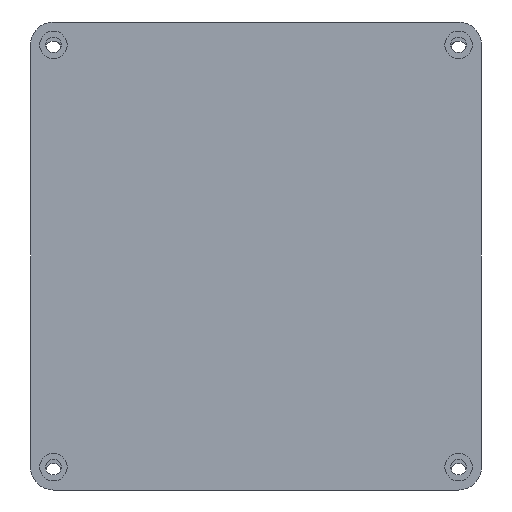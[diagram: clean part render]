
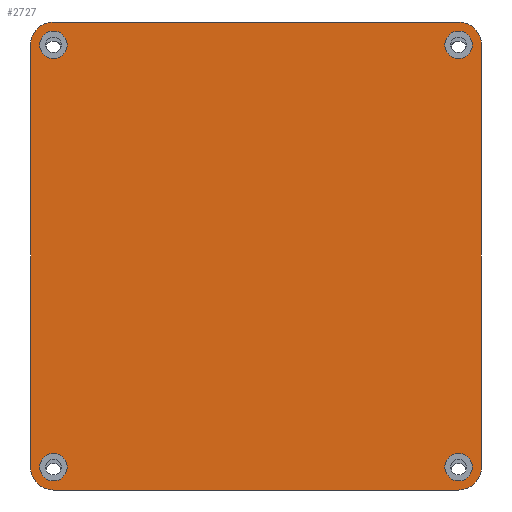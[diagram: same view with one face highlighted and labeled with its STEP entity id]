
A CAD part, front view. The second image highlights one B-rep face of the part: STEP entity #2727.
In plain terms, the highlighted planar face has unit normal (0, -1, 0).
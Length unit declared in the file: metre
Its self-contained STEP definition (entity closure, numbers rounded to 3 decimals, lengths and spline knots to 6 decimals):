
#60=CIRCLE('',#2940,0.003);
#62=CIRCLE('',#2943,0.003);
#64=CIRCLE('',#2946,0.003);
#66=CIRCLE('',#2949,0.003);
#71=CIRCLE('',#2956,0.005);
#72=CIRCLE('',#2957,0.005);
#73=CIRCLE('',#2958,0.005);
#74=CIRCLE('',#2959,0.005);
#367=ORIENTED_EDGE('',*,*,#1088,.F.);
#368=ORIENTED_EDGE('',*,*,#1122,.T.);
#369=ORIENTED_EDGE('',*,*,#1098,.F.);
#370=ORIENTED_EDGE('',*,*,#1123,.T.);
#371=ORIENTED_EDGE('',*,*,#1094,.T.);
#372=ORIENTED_EDGE('',*,*,#1124,.T.);
#373=ORIENTED_EDGE('',*,*,#1090,.F.);
#374=ORIENTED_EDGE('',*,*,#1125,.T.);
#375=ORIENTED_EDGE('',*,*,#1115,.F.);
#376=ORIENTED_EDGE('',*,*,#1113,.T.);
#377=ORIENTED_EDGE('',*,*,#1111,.F.);
#378=ORIENTED_EDGE('',*,*,#1117,.T.);
#1088=EDGE_CURVE('',#1469,#1470,#1752,.T.);
#1090=EDGE_CURVE('',#1471,#1472,#1754,.T.);
#1094=EDGE_CURVE('',#1475,#1476,#1758,.T.);
#1098=EDGE_CURVE('',#1479,#1480,#1762,.T.);
#1111=EDGE_CURVE('',#1488,#1488,#60,.T.);
#1113=EDGE_CURVE('',#1490,#1490,#62,.T.);
#1115=EDGE_CURVE('',#1492,#1492,#64,.T.);
#1117=EDGE_CURVE('',#1494,#1494,#66,.T.);
#1122=EDGE_CURVE('',#1469,#1480,#71,.F.);
#1123=EDGE_CURVE('',#1479,#1475,#72,.F.);
#1124=EDGE_CURVE('',#1476,#1472,#73,.F.);
#1125=EDGE_CURVE('',#1471,#1470,#74,.F.);
#1469=VERTEX_POINT('',#4128);
#1470=VERTEX_POINT('',#4130);
#1471=VERTEX_POINT('',#4134);
#1472=VERTEX_POINT('',#4135);
#1475=VERTEX_POINT('',#4143);
#1476=VERTEX_POINT('',#4144);
#1479=VERTEX_POINT('',#4152);
#1480=VERTEX_POINT('',#4153);
#1488=VERTEX_POINT('',#4176);
#1490=VERTEX_POINT('',#4181);
#1492=VERTEX_POINT('',#4186);
#1494=VERTEX_POINT('',#4191);
#1752=LINE('',#4129,#2010);
#1754=LINE('',#4133,#2012);
#1758=LINE('',#4142,#2016);
#1762=LINE('',#4151,#2020);
#2010=VECTOR('',#3282,1.);
#2012=VECTOR('',#3286,1.);
#2016=VECTOR('',#3292,1.);
#2020=VECTOR('',#3298,1.);
#2245=EDGE_LOOP('',(#367,#368,#369,#370,#371,#372,#373,#374));
#2246=EDGE_LOOP('',(#375));
#2247=EDGE_LOOP('',(#376));
#2248=EDGE_LOOP('',(#377));
#2249=EDGE_LOOP('',(#378));
#2449=FACE_BOUND('',#2245,.T.);
#2450=FACE_BOUND('',#2246,.T.);
#2451=FACE_BOUND('',#2247,.T.);
#2452=FACE_BOUND('',#2248,.T.);
#2453=FACE_BOUND('',#2249,.T.);
#2641=PLANE('',#2955);
#2727=ADVANCED_FACE('',(#2449,#2450,#2451,#2452,#2453),#2641,.F.);
#2940=AXIS2_PLACEMENT_3D('',#4175,#3316,#3317);
#2943=AXIS2_PLACEMENT_3D('',#4180,#3322,#3323);
#2946=AXIS2_PLACEMENT_3D('',#4185,#3328,#3329);
#2949=AXIS2_PLACEMENT_3D('',#4190,#3334,#3335);
#2955=AXIS2_PLACEMENT_3D('',#4197,#3346,#3347);
#2956=AXIS2_PLACEMENT_3D('',#4198,#3348,#3349);
#2957=AXIS2_PLACEMENT_3D('',#4199,#3350,#3351);
#2958=AXIS2_PLACEMENT_3D('',#4200,#3352,#3353);
#2959=AXIS2_PLACEMENT_3D('',#4201,#3354,#3355);
#3282=DIRECTION('',(0.,0.,1.));
#3286=DIRECTION('',(1.,0.,0.));
#3292=DIRECTION('',(0.,0.,1.));
#3298=DIRECTION('',(-1.,0.,0.));
#3316=DIRECTION('',(0.,-1.,0.));
#3317=DIRECTION('',(1.,0.,0.));
#3322=DIRECTION('',(0.,1.,0.));
#3323=DIRECTION('',(1.,0.,0.));
#3328=DIRECTION('',(0.,-1.,0.));
#3329=DIRECTION('',(1.,0.,0.));
#3334=DIRECTION('',(0.,1.,0.));
#3335=DIRECTION('',(1.,0.,0.));
#3346=DIRECTION('',(0.,1.,0.));
#3347=DIRECTION('',(1.,0.,0.));
#3348=DIRECTION('',(0.,1.,0.));
#3349=DIRECTION('',(1.,0.,0.));
#3350=DIRECTION('',(0.,1.,0.));
#3351=DIRECTION('',(1.,0.,0.));
#3352=DIRECTION('',(0.,1.,0.));
#3353=DIRECTION('',(1.,0.,0.));
#3354=DIRECTION('',(0.,1.,0.));
#3355=DIRECTION('',(1.,0.,0.));
#4128=CARTESIAN_POINT('',(-0.049291,0.,-0.046156));
#4129=CARTESIAN_POINT('',(-0.049291,0.,0.));
#4130=CARTESIAN_POINT('',(-0.049291,0.,0.046156));
#4133=CARTESIAN_POINT('',(0.,0.,0.051156));
#4134=CARTESIAN_POINT('',(-0.044291,0.,0.051156));
#4135=CARTESIAN_POINT('',(0.044291,0.,0.051156));
#4142=CARTESIAN_POINT('',(0.049291,0.,0.));
#4143=CARTESIAN_POINT('',(0.049291,0.,-0.046156));
#4144=CARTESIAN_POINT('',(0.049291,0.,0.046156));
#4151=CARTESIAN_POINT('',(0.032935,0.,-0.051156));
#4152=CARTESIAN_POINT('',(0.044291,0.,-0.051156));
#4153=CARTESIAN_POINT('',(-0.044291,0.,-0.051156));
#4175=CARTESIAN_POINT('',(-0.044291,0.,-0.046156));
#4176=CARTESIAN_POINT('',(-0.041291,0.,-0.046156));
#4180=CARTESIAN_POINT('',(0.044291,0.,-0.046156));
#4181=CARTESIAN_POINT('',(0.047291,0.,-0.046156));
#4185=CARTESIAN_POINT('',(0.044291,0.,0.046156));
#4186=CARTESIAN_POINT('',(0.047291,0.,0.046156));
#4190=CARTESIAN_POINT('',(-0.044291,0.,0.046156));
#4191=CARTESIAN_POINT('',(-0.041291,0.,0.046156));
#4197=CARTESIAN_POINT('',(0.,0.,0.006034));
#4198=CARTESIAN_POINT('',(-0.044291,0.,-0.046156));
#4199=CARTESIAN_POINT('',(0.044291,0.,-0.046156));
#4200=CARTESIAN_POINT('',(0.044291,0.,0.046156));
#4201=CARTESIAN_POINT('',(-0.044291,0.,0.046156));
